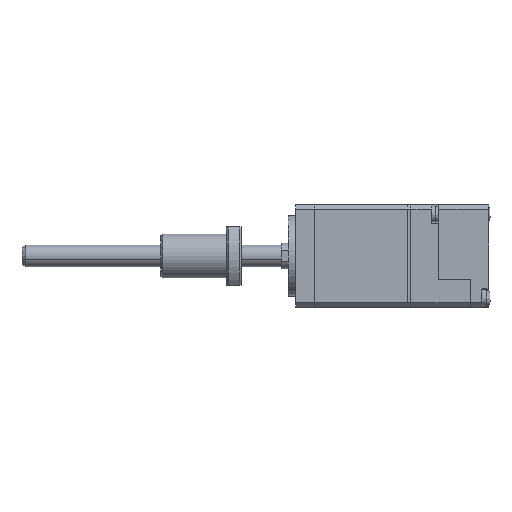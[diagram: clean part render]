
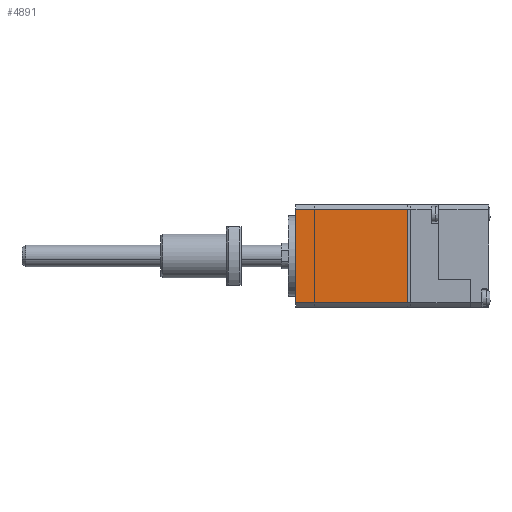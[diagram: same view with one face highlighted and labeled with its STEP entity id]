
A CAD part, left-side view. The second image highlights one B-rep face of the part: STEP entity #4891.
In plain terms, the highlighted planar face has unit normal (-1, 0, 0).
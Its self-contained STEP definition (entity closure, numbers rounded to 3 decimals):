
#265 = EDGE_CURVE ( 'NONE', #8803, #2927, #4532, .T. ) ;
#467 = CARTESIAN_POINT ( 'NONE',  ( -26.711, -0.974, 32.445 ) ) ;
#592 = DIRECTION ( 'NONE',  ( 0., 0., -1. ) ) ;
#678 = ORIENTED_EDGE ( 'NONE', *, *, #7278, .F. ) ;
#695 = AXIS2_PLACEMENT_3D ( 'NONE', #467, #4229, #1214 ) ;
#1166 = CARTESIAN_POINT ( 'NONE',  ( -26.711, -0.974, 32.445 ) ) ;
#1214 = DIRECTION ( 'NONE',  ( 0., 0., -1. ) ) ;
#1333 = ORIENTED_EDGE ( 'NONE', *, *, #265, .F. ) ;
#1394 = CARTESIAN_POINT ( 'NONE',  ( -26.711, -0.974, 6.755 ) ) ;
#1760 = ORIENTED_EDGE ( 'NONE', *, *, #4419, .T. ) ;
#1886 = VECTOR ( 'NONE', #5213, 1000. ) ;
#2171 = CARTESIAN_POINT ( 'NONE',  ( -26.711, -0.974, 6.755 ) ) ;
#2829 = FACE_OUTER_BOUND ( 'NONE', #8371, .T. ) ;
#2927 = VERTEX_POINT ( 'NONE', #8076 ) ;
#3863 = CARTESIAN_POINT ( 'NONE',  ( -26.711, -31.654, 6.755 ) ) ;
#4146 = VECTOR ( 'NONE', #592, 1000. ) ;
#4168 = EDGE_CURVE ( 'NONE', #8803, #9409, #6357, .T. ) ;
#4229 = DIRECTION ( 'NONE',  ( -1., 0., 0. ) ) ;
#4389 = CARTESIAN_POINT ( 'NONE',  ( -26.711, -31.654, 32.445 ) ) ;
#4419 = EDGE_CURVE ( 'NONE', #9409, #7870, #6661, .T. ) ;
#4532 = LINE ( 'NONE', #6294, #7497 ) ;
#4891 = ADVANCED_FACE ( 'NONE', ( #2829 ), #6428, .T. ) ;
#4919 = DIRECTION ( 'NONE',  ( 0., 0., -1. ) ) ;
#5213 = DIRECTION ( 'NONE',  ( 0., -1., 0. ) ) ;
#5578 = DIRECTION ( 'NONE',  ( 0., -1., 0. ) ) ;
#6294 = CARTESIAN_POINT ( 'NONE',  ( -26.711, -0.974, 32.445 ) ) ;
#6357 = LINE ( 'NONE', #1166, #8467 ) ;
#6428 = PLANE ( 'NONE',  #695 ) ;
#6661 = LINE ( 'NONE', #2171, #1886 ) ;
#7278 = EDGE_CURVE ( 'NONE', #2927, #7870, #8878, .T. ) ;
#7497 = VECTOR ( 'NONE', #5578, 1000. ) ;
#7870 = VERTEX_POINT ( 'NONE', #3863 ) ;
#8076 = CARTESIAN_POINT ( 'NONE',  ( -26.711, -31.654, 32.445 ) ) ;
#8371 = EDGE_LOOP ( 'NONE', ( #678, #1333, #9049, #1760 ) ) ;
#8467 = VECTOR ( 'NONE', #4919, 1000. ) ;
#8803 = VERTEX_POINT ( 'NONE', #9419 ) ;
#8878 = LINE ( 'NONE', #4389, #4146 ) ;
#9049 = ORIENTED_EDGE ( 'NONE', *, *, #4168, .T. ) ;
#9409 = VERTEX_POINT ( 'NONE', #1394 ) ;
#9419 = CARTESIAN_POINT ( 'NONE',  ( -26.711, -0.974, 32.445 ) ) ;
